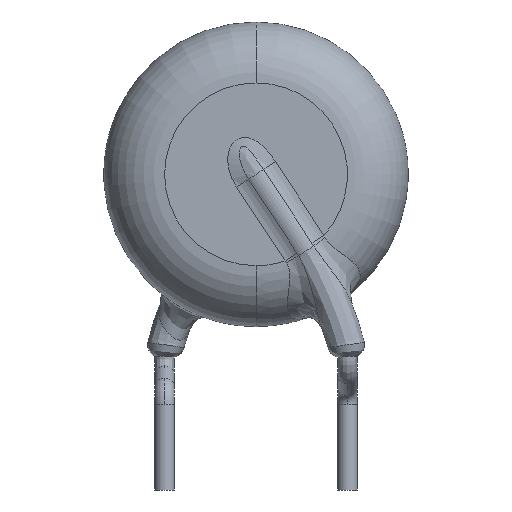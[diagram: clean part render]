
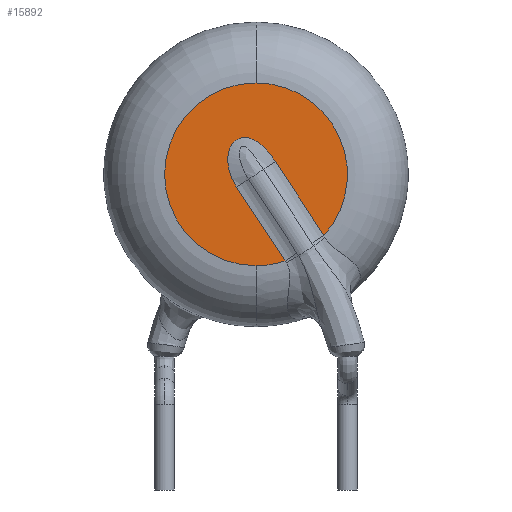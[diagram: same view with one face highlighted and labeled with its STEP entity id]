
A CAD part, front view. The second image highlights one B-rep face of the part: STEP entity #15892.
In plain terms, the highlighted planar face has unit normal (0, -1, 0).
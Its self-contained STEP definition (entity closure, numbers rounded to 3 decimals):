
#60 = EDGE_CURVE ( 'NONE', #7848, #9167, #2196, .T. ) ;
#83 = CARTESIAN_POINT ( 'NONE',  ( -0.799, -2.5, 6.976 ) ) ;
#183 = CARTESIAN_POINT ( 'NONE',  ( -0.799, -2.5, 6.976 ) ) ;
#590 = ORIENTED_EDGE ( 'NONE', *, *, #2617, .F. ) ;
#619 = DIRECTION ( 'NONE',  ( 0., 1., 0. ) ) ;
#757 = CARTESIAN_POINT ( 'NONE',  ( 2.787, -2.5, 4.991 ) ) ;
#1100 = CARTESIAN_POINT ( 'NONE',  ( 0., -2.5, 7.5 ) ) ;
#1120 = CARTESIAN_POINT ( 'NONE',  ( -0.972, -2.5, 7.274 ) ) ;
#1199 = CARTESIAN_POINT ( 'NONE',  ( -0.779, -2.5, 8.939 ) ) ;
#1232 = VERTEX_POINT ( 'NONE', #1314 ) ;
#1314 = CARTESIAN_POINT ( 'NONE',  ( 0., -2.5, 3.75 ) ) ;
#1333 = DIRECTION ( 'NONE',  ( -0.548, 0., 0.836 ) ) ;
#1459 = CARTESIAN_POINT ( 'NONE',  ( 0., -2.5, 7.5 ) ) ;
#1495 = LINE ( 'NONE', #83, #12662 ) ;
#1566 = AXIS2_PLACEMENT_3D ( 'NONE', #11846, #619, #15969 ) ;
#1618 = VERTEX_POINT ( 'NONE', #9916 ) ;
#2196 = CIRCLE ( 'NONE', #6401, 3.75 ) ;
#2365 = CARTESIAN_POINT ( 'NONE',  ( -1.069, -2.5, 8.616 ) ) ;
#2612 = CARTESIAN_POINT ( 'NONE',  ( 0.704, -2.5, 8.168 ) ) ;
#2613 = VERTEX_POINT ( 'NONE', #13281 ) ;
#2617 = EDGE_CURVE ( 'NONE', #2613, #1232, #14690, .T. ) ;
#2789 = CARTESIAN_POINT ( 'NONE',  ( 0., -2.5, 7.5 ) ) ;
#2852 = EDGE_CURVE ( 'NONE', #9886, #1618, #3557, .T. ) ;
#3271 = ORIENTED_EDGE ( 'NONE', *, *, #14301, .T. ) ;
#3557 = B_SPLINE_CURVE_WITH_KNOTS ( 'NONE', 3,
 ( #6163, #3848, #1120, #5087, #10313, #15368, #16556, #2365, #11329, #1199, #6239, #5005, #10070, #8803, #10157, #15291, #8973, #3775, #2612, #7680 ),
 .UNSPECIFIED., .F., .F.,
 ( 4, 2, 2, 2, 2, 2, 2, 2, 2, 4 ),
 ( 0., 0.001, 0.001, 0.002, 0.002, 0.002, 0.003, 0.003, 0.004, 0.004 ),
 .UNSPECIFIED. ) ;
#3775 = CARTESIAN_POINT ( 'NONE',  ( 0.601, -2.5, 8.306 ) ) ;
#3848 = CARTESIAN_POINT ( 'NONE',  ( -0.894, -2.5, 7.121 ) ) ;
#4433 = AXIS2_PLACEMENT_3D ( 'NONE', #1100, #8781, #13927 ) ;
#5005 = CARTESIAN_POINT ( 'NONE',  ( -0.53, -2.5, 9.017 ) ) ;
#5087 = CARTESIAN_POINT ( 'NONE',  ( -1.092, -2.5, 7.595 ) ) ;
#5157 = CARTESIAN_POINT ( 'NONE',  ( 0., -2.5, 11.25 ) ) ;
#6163 = CARTESIAN_POINT ( 'NONE',  ( -0.799, -2.5, 6.976 ) ) ;
#6239 = CARTESIAN_POINT ( 'NONE',  ( -0.7, -2.5, 8.978 ) ) ;
#6401 = AXIS2_PLACEMENT_3D ( 'NONE', #2789, #14450, #7692 ) ;
#6673 = AXIS2_PLACEMENT_3D ( 'NONE', #1459, #9066, #9152 ) ;
#6979 = EDGE_LOOP ( 'NONE', ( #14842, #3271, #13419, #14106, #590, #11109 ) ) ;
#7680 = CARTESIAN_POINT ( 'NONE',  ( 0.799, -2.5, 8.024 ) ) ;
#7692 = DIRECTION ( 'NONE',  ( 0., 0., 1. ) ) ;
#7848 = VERTEX_POINT ( 'NONE', #5157 ) ;
#7883 = LINE ( 'NONE', #12895, #10878 ) ;
#8781 = DIRECTION ( 'NONE',  ( 0., 1., 0. ) ) ;
#8803 = CARTESIAN_POINT ( 'NONE',  ( -0.185, -2.5, 8.973 ) ) ;
#8973 = CARTESIAN_POINT ( 'NONE',  ( 0.375, -2.5, 8.564 ) ) ;
#9066 = DIRECTION ( 'NONE',  ( 0., 1., 0. ) ) ;
#9152 = DIRECTION ( 'NONE',  ( 0., 0., 1. ) ) ;
#9167 = VERTEX_POINT ( 'NONE', #757 ) ;
#9191 = EDGE_CURVE ( 'NONE', #2613, #9886, #1495, .T. ) ;
#9503 = EDGE_CURVE ( 'NONE', #1232, #7848, #14798, .T. ) ;
#9886 = VERTEX_POINT ( 'NONE', #183 ) ;
#9916 = CARTESIAN_POINT ( 'NONE',  ( 0.799, -2.5, 8.024 ) ) ;
#10070 = CARTESIAN_POINT ( 'NONE',  ( -0.441, -2.5, 9.017 ) ) ;
#10157 = CARTESIAN_POINT ( 'NONE',  ( -0.028, -2.5, 8.889 ) ) ;
#10218 = FACE_OUTER_BOUND ( 'NONE', #6979, .T. ) ;
#10294 = PLANE ( 'NONE',  #4433 ) ;
#10313 = CARTESIAN_POINT ( 'NONE',  ( -1.134, -2.5, 7.765 ) ) ;
#10878 = VECTOR ( 'NONE', #16359, 1000. ) ;
#11109 = ORIENTED_EDGE ( 'NONE', *, *, #9191, .T. ) ;
#11329 = CARTESIAN_POINT ( 'NONE',  ( -0.983, -2.5, 8.778 ) ) ;
#11846 = CARTESIAN_POINT ( 'NONE',  ( 0., -2.5, 7.5 ) ) ;
#12662 = VECTOR ( 'NONE', #1333, 1000. ) ;
#12895 = CARTESIAN_POINT ( 'NONE',  ( 0.799, -2.5, 8.024 ) ) ;
#13281 = CARTESIAN_POINT ( 'NONE',  ( 1.189, -2.5, 3.944 ) ) ;
#13419 = ORIENTED_EDGE ( 'NONE', *, *, #60, .F. ) ;
#13927 = DIRECTION ( 'NONE',  ( 0., 0., 1. ) ) ;
#14106 = ORIENTED_EDGE ( 'NONE', *, *, #9503, .F. ) ;
#14301 = EDGE_CURVE ( 'NONE', #1618, #9167, #7883, .T. ) ;
#14450 = DIRECTION ( 'NONE',  ( 0., 1., 0. ) ) ;
#14690 = CIRCLE ( 'NONE', #1566, 3.75 ) ;
#14798 = CIRCLE ( 'NONE', #6673, 3.75 ) ;
#14842 = ORIENTED_EDGE ( 'NONE', *, *, #2852, .T. ) ;
#15291 = CARTESIAN_POINT ( 'NONE',  ( 0.25, -2.5, 8.686 ) ) ;
#15368 = CARTESIAN_POINT ( 'NONE',  ( -1.168, -2.5, 8.107 ) ) ;
#15892 = ADVANCED_FACE ( 'NONE', ( #10218 ), #10294, .F. ) ;
#15969 = DIRECTION ( 'NONE',  ( 0., 0., 1. ) ) ;
#16359 = DIRECTION ( 'NONE',  ( 0.548, 0., -0.836 ) ) ;
#16556 = CARTESIAN_POINT ( 'NONE',  ( -1.16, -2.5, 8.283 ) ) ;
